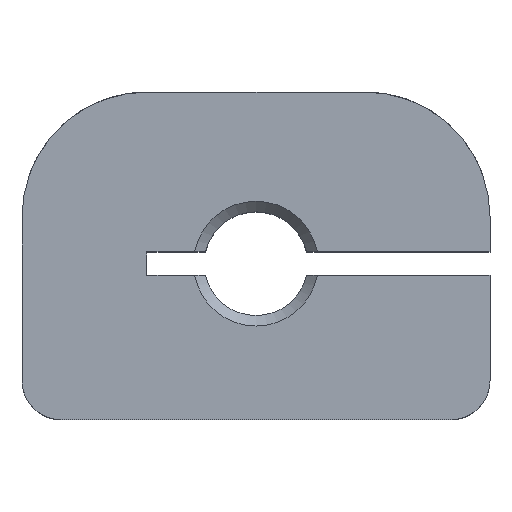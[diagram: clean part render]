
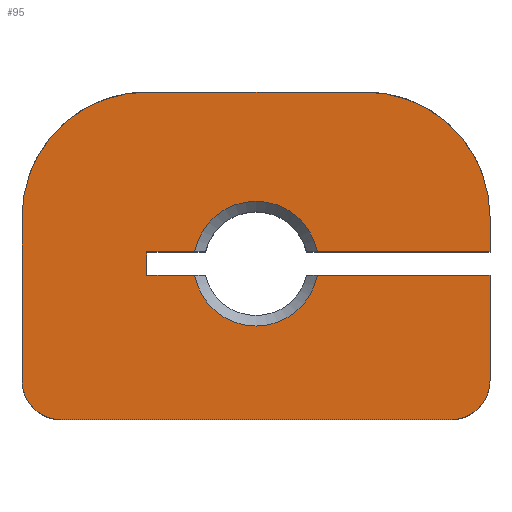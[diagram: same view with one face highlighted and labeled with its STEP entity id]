
A CAD part, top view. The second image highlights one B-rep face of the part: STEP entity #95.
In plain terms, the highlighted planar face has unit normal (0, 0, 1).
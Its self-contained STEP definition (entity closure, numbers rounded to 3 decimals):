
#95 = ADVANCED_FACE( '', ( #218 ), #219, .T. );
#218 = FACE_OUTER_BOUND( '', #371, .T. );
#219 = PLANE( '', #372 );
#371 = EDGE_LOOP( '', ( #579, #580, #581, #582, #583, #584, #585, #586, #587, #588, #589, #590, #591, #592, #593, #594 ) );
#372 = AXIS2_PLACEMENT_3D( '', #595, #596, #597 );
#579 = ORIENTED_EDGE( '', *, *, #949, .T. );
#580 = ORIENTED_EDGE( '', *, *, #897, .T. );
#581 = ORIENTED_EDGE( '', *, *, #950, .T. );
#582 = ORIENTED_EDGE( '', *, *, #951, .T. );
#583 = ORIENTED_EDGE( '', *, *, #952, .T. );
#584 = ORIENTED_EDGE( '', *, *, #953, .T. );
#585 = ORIENTED_EDGE( '', *, *, #954, .T. );
#586 = ORIENTED_EDGE( '', *, *, #955, .T. );
#587 = ORIENTED_EDGE( '', *, *, #956, .T. );
#588 = ORIENTED_EDGE( '', *, *, #931, .T. );
#589 = ORIENTED_EDGE( '', *, *, #957, .F. );
#590 = ORIENTED_EDGE( '', *, *, #892, .F. );
#591 = ORIENTED_EDGE( '', *, *, #912, .F. );
#592 = ORIENTED_EDGE( '', *, *, #923, .F. );
#593 = ORIENTED_EDGE( '', *, *, #958, .T. );
#594 = ORIENTED_EDGE( '', *, *, #959, .F. );
#595 = CARTESIAN_POINT( '', ( -12.5, 2.5, 10. ) );
#596 = DIRECTION( '', ( 0., 0., 1. ) );
#597 = DIRECTION( '', ( 1., 0., 0. ) );
#892 = EDGE_CURVE( '', #1055, #1056, #1057, .T. );
#897 = EDGE_CURVE( '', #1064, #1065, #1066, .T. );
#912 = EDGE_CURVE( '', #1090, #1055, #1092, .T. );
#923 = EDGE_CURVE( '', #1108, #1090, #1110, .T. );
#931 = EDGE_CURVE( '', #1123, #1120, #1124, .T. );
#949 = EDGE_CURVE( '', #1151, #1064, #1152, .T. );
#950 = EDGE_CURVE( '', #1065, #1153, #1154, .T. );
#951 = EDGE_CURVE( '', #1153, #1155, #1156, .T. );
#952 = EDGE_CURVE( '', #1155, #1157, #1158, .T. );
#953 = EDGE_CURVE( '', #1157, #1159, #1160, .T. );
#954 = EDGE_CURVE( '', #1159, #1161, #1162, .T. );
#955 = EDGE_CURVE( '', #1161, #1163, #1164, .T. );
#956 = EDGE_CURVE( '', #1163, #1123, #1165, .T. );
#957 = EDGE_CURVE( '', #1056, #1120, #1166, .T. );
#958 = EDGE_CURVE( '', #1108, #1167, #1168, .T. );
#959 = EDGE_CURVE( '', #1151, #1167, #1169, .T. );
#1055 = VERTEX_POINT( '', #1298 );
#1056 = VERTEX_POINT( '', #1299 );
#1057 = CIRCLE( '', #1300, 4. );
#1064 = VERTEX_POINT( '', #1313 );
#1065 = VERTEX_POINT( '', #1314 );
#1066 = LINE( '', #1315, #1316 );
#1090 = VERTEX_POINT( '', #1346 );
#1092 = LINE( '', #1348, #1349 );
#1108 = VERTEX_POINT( '', #1377 );
#1110 = LINE( '', #1379, #1380 );
#1120 = VERTEX_POINT( '', #1392 );
#1123 = VERTEX_POINT( '', #1396 );
#1124 = LINE( '', #1397, #1398 );
#1151 = VERTEX_POINT( '', #1440 );
#1152 = LINE( '', #1441, #1442 );
#1153 = VERTEX_POINT( '', #1443 );
#1154 = CIRCLE( '', #1444, 8. );
#1155 = VERTEX_POINT( '', #1445 );
#1156 = LINE( '', #1446, #1447 );
#1157 = VERTEX_POINT( '', #1448 );
#1158 = CIRCLE( '', #1449, 8. );
#1159 = VERTEX_POINT( '', #1450 );
#1160 = LINE( '', #1451, #1452 );
#1161 = VERTEX_POINT( '', #1453 );
#1162 = CIRCLE( '', #1454, 2.5 );
#1163 = VERTEX_POINT( '', #1455 );
#1164 = LINE( '', #1456, #1457 );
#1165 = CIRCLE( '', #1458, 2.5 );
#1166 = LINE( '', #1459, #1460 );
#1167 = VERTEX_POINT( '', #1461 );
#1168 = LINE( '', #1462, #1463 );
#1169 = CIRCLE( '', #1464, 4. );
#1298 = CARTESIAN_POINT( '', ( -3.929, 9.25, 10. ) );
#1299 = CARTESIAN_POINT( '', ( 3.929, 9.25, 10. ) );
#1300 = AXIS2_PLACEMENT_3D( '', #1686, #1687, #1688 );
#1313 = CARTESIAN_POINT( '', ( 15., 10.75, 10. ) );
#1314 = CARTESIAN_POINT( '', ( 15., 13., 10. ) );
#1315 = CARTESIAN_POINT( '', ( 15., 2.5, 10. ) );
#1316 = VECTOR( '', #1692, 1000. );
#1346 = CARTESIAN_POINT( '', ( -7., 9.25, 10. ) );
#1348 = CARTESIAN_POINT( '', ( -7., 9.25, 10. ) );
#1349 = VECTOR( '', #1714, 1000. );
#1377 = CARTESIAN_POINT( '', ( -7., 10.75, 10. ) );
#1379 = CARTESIAN_POINT( '', ( -7., 10.75, 10. ) );
#1380 = VECTOR( '', #1725, 1000. );
#1392 = CARTESIAN_POINT( '', ( 15., 9.25, 10. ) );
#1396 = CARTESIAN_POINT( '', ( 15., 2.5, 10. ) );
#1397 = CARTESIAN_POINT( '', ( 15., 2.5, 10. ) );
#1398 = VECTOR( '', #1735, 1000. );
#1440 = CARTESIAN_POINT( '', ( 3.929, 10.75, 10. ) );
#1441 = CARTESIAN_POINT( '', ( -7., 10.75, 10. ) );
#1442 = VECTOR( '', #1759, 1000. );
#1443 = CARTESIAN_POINT( '', ( 7., 21., 10. ) );
#1444 = AXIS2_PLACEMENT_3D( '', #1760, #1761, #1762 );
#1445 = CARTESIAN_POINT( '', ( -7., 21., 10. ) );
#1446 = CARTESIAN_POINT( '', ( 7., 21., 10. ) );
#1447 = VECTOR( '', #1763, 1000. );
#1448 = CARTESIAN_POINT( '', ( -15., 13., 10. ) );
#1449 = AXIS2_PLACEMENT_3D( '', #1764, #1765, #1766 );
#1450 = CARTESIAN_POINT( '', ( -15., 2.5, 10. ) );
#1451 = CARTESIAN_POINT( '', ( -15., 13., 10. ) );
#1452 = VECTOR( '', #1767, 1000. );
#1453 = CARTESIAN_POINT( '', ( -12.5, 0., 10. ) );
#1454 = AXIS2_PLACEMENT_3D( '', #1768, #1769, #1770 );
#1455 = CARTESIAN_POINT( '', ( 12.5, 0., 10. ) );
#1456 = CARTESIAN_POINT( '', ( -12.5, 0., 10. ) );
#1457 = VECTOR( '', #1771, 1000. );
#1458 = AXIS2_PLACEMENT_3D( '', #1772, #1773, #1774 );
#1459 = CARTESIAN_POINT( '', ( -7., 9.25, 10. ) );
#1460 = VECTOR( '', #1775, 1000. );
#1461 = CARTESIAN_POINT( '', ( -3.929, 10.75, 10. ) );
#1462 = CARTESIAN_POINT( '', ( -7., 10.75, 10. ) );
#1463 = VECTOR( '', #1776, 1000. );
#1464 = AXIS2_PLACEMENT_3D( '', #1777, #1778, #1779 );
#1686 = CARTESIAN_POINT( '', ( 0., 10., 10. ) );
#1687 = DIRECTION( '', ( 0., 0., 1. ) );
#1688 = DIRECTION( '', ( 1., 0., 0. ) );
#1692 = DIRECTION( '', ( 0., 1., 0. ) );
#1714 = DIRECTION( '', ( 1., 0., 0. ) );
#1725 = DIRECTION( '', ( 0., -1., 0. ) );
#1735 = DIRECTION( '', ( 0., 1., 0. ) );
#1759 = DIRECTION( '', ( 1., 0., 0. ) );
#1760 = CARTESIAN_POINT( '', ( 7., 13., 10. ) );
#1761 = DIRECTION( '', ( 0., 0., 1. ) );
#1762 = DIRECTION( '', ( 1., 0., 0. ) );
#1763 = DIRECTION( '', ( -1., 0., 0. ) );
#1764 = CARTESIAN_POINT( '', ( -7., 13., 10. ) );
#1765 = DIRECTION( '', ( 0., 0., 1. ) );
#1766 = DIRECTION( '', ( 1., 0., 0. ) );
#1767 = DIRECTION( '', ( 0., -1., 0. ) );
#1768 = CARTESIAN_POINT( '', ( -12.5, 2.5, 10. ) );
#1769 = DIRECTION( '', ( 0., 0., 1. ) );
#1770 = DIRECTION( '', ( 1., 0., 0. ) );
#1771 = DIRECTION( '', ( 1., 0., 0. ) );
#1772 = CARTESIAN_POINT( '', ( 12.5, 2.5, 10. ) );
#1773 = DIRECTION( '', ( 0., 0., 1. ) );
#1774 = DIRECTION( '', ( 1., 0., 0. ) );
#1775 = DIRECTION( '', ( 1., 0., 0. ) );
#1776 = DIRECTION( '', ( 1., 0., 0. ) );
#1777 = CARTESIAN_POINT( '', ( 0., 10., 10. ) );
#1778 = DIRECTION( '', ( 0., 0., 1. ) );
#1779 = DIRECTION( '', ( 1., 0., 0. ) );
